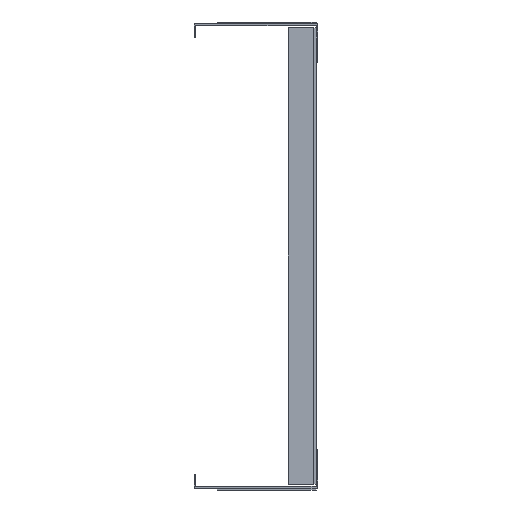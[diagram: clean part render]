
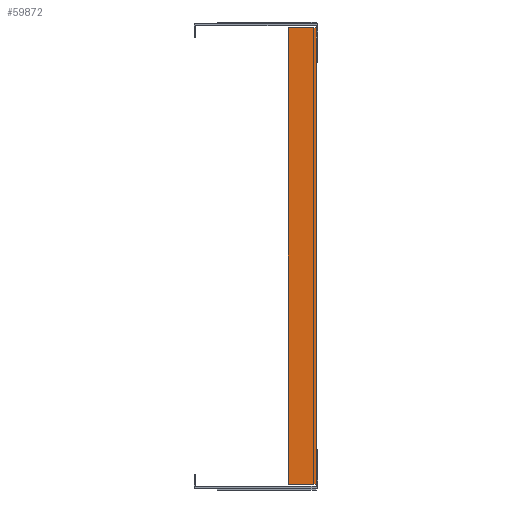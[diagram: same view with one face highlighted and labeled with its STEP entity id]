
A CAD part, left-side view. The second image highlights one B-rep face of the part: STEP entity #59872.
In plain terms, the highlighted planar face has unit normal (-1, 0, 0).
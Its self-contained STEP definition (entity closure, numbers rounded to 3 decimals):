
#187 = DIRECTION ( 'NONE',  ( 0., -1., 0. ) ) ;
#951 = CARTESIAN_POINT ( 'NONE',  ( -1653.776, 176.497, 8.9 ) ) ;
#1353 = LINE ( 'NONE', #60892, #53709 ) ;
#2083 = VECTOR ( 'NONE', #59226, 1000. ) ;
#3148 = DIRECTION ( 'NONE',  ( 0., 1., 0. ) ) ;
#3229 = VERTEX_POINT ( 'NONE', #12995 ) ;
#3281 = VERTEX_POINT ( 'NONE', #13202 ) ;
#3483 = CARTESIAN_POINT ( 'NONE',  ( -1653.776, 158.497, -13.6 ) ) ;
#4698 = DIRECTION ( 'NONE',  ( 0., 0., -1. ) ) ;
#6338 = LINE ( 'NONE', #55018, #31771 ) ;
#6694 = LINE ( 'NONE', #41256, #42433 ) ;
#7127 = FACE_OUTER_BOUND ( 'NONE', #9447, .T. ) ;
#8676 = EDGE_CURVE ( 'NONE', #64907, #41852, #24849, .T. ) ;
#9166 = EDGE_CURVE ( 'NONE', #65380, #3229, #18730, .T. ) ;
#9447 = EDGE_LOOP ( 'NONE', ( #32015, #17768, #52726, #54142, #50784, #27220, #29510, #17676 ) ) ;
#9564 = CARTESIAN_POINT ( 'NONE',  ( -1653.776, 176.497, 8.9 ) ) ;
#10168 = AXIS2_PLACEMENT_3D ( 'NONE', #9564, #35109, #4698 ) ;
#12995 = CARTESIAN_POINT ( 'NONE',  ( -1653.776, 176.497, -286.1 ) ) ;
#13202 = CARTESIAN_POINT ( 'NONE',  ( -1653.776, 158.597, -263.6 ) ) ;
#14948 = EDGE_CURVE ( 'NONE', #3229, #33972, #6694, .T. ) ;
#15133 = CARTESIAN_POINT ( 'NONE',  ( -1653.776, 158.597, -13.6 ) ) ;
#16515 = VECTOR ( 'NONE', #53140, 1000. ) ;
#17596 = LINE ( 'NONE', #63603, #56471 ) ;
#17676 = ORIENTED_EDGE ( 'NONE', *, *, #8676, .T. ) ;
#17768 = ORIENTED_EDGE ( 'NONE', *, *, #17882, .F. ) ;
#17882 = EDGE_CURVE ( 'NONE', #50444, #20946, #33242, .T. ) ;
#18214 = CARTESIAN_POINT ( 'NONE',  ( -1653.776, 158.597, -263.6 ) ) ;
#18730 = LINE ( 'NONE', #64333, #2083 ) ;
#19704 = DIRECTION ( 'NONE',  ( 0., -1., 0. ) ) ;
#20946 = VERTEX_POINT ( 'NONE', #15133 ) ;
#22081 = EDGE_CURVE ( 'NONE', #3281, #33972, #17596, .T. ) ;
#24849 = LINE ( 'NONE', #39825, #39933 ) ;
#26243 = CARTESIAN_POINT ( 'NONE',  ( -1653.776, 158.597, 8.9 ) ) ;
#27220 = ORIENTED_EDGE ( 'NONE', *, *, #22081, .F. ) ;
#29510 = ORIENTED_EDGE ( 'NONE', *, *, #31577, .F. ) ;
#31577 = EDGE_CURVE ( 'NONE', #64907, #3281, #41705, .T. ) ;
#31771 = VECTOR ( 'NONE', #19704, 1000. ) ;
#32015 = ORIENTED_EDGE ( 'NONE', *, *, #53615, .F. ) ;
#33242 = LINE ( 'NONE', #48020, #16515 ) ;
#33972 = VERTEX_POINT ( 'NONE', #60397 ) ;
#35109 = DIRECTION ( 'NONE',  ( 1., 0., 0. ) ) ;
#39825 = CARTESIAN_POINT ( 'NONE',  ( -1653.776, 158.497, -288.221 ) ) ;
#39933 = VECTOR ( 'NONE', #40045, 1000. ) ;
#39981 = PLANE ( 'NONE',  #10168 ) ;
#40045 = DIRECTION ( 'NONE',  ( 0., 0., 1. ) ) ;
#40095 = VECTOR ( 'NONE', #3148, 1000. ) ;
#41256 = CARTESIAN_POINT ( 'NONE',  ( -1653.776, 176.497, -286.1 ) ) ;
#41705 = LINE ( 'NONE', #18214, #40095 ) ;
#41852 = VERTEX_POINT ( 'NONE', #3483 ) ;
#42433 = VECTOR ( 'NONE', #46766, 1000. ) ;
#43669 = DIRECTION ( 'NONE',  ( 0., 0., -1. ) ) ;
#46766 = DIRECTION ( 'NONE',  ( 0., -1., 0. ) ) ;
#47334 = CARTESIAN_POINT ( 'NONE',  ( -1653.776, 158.497, -263.6 ) ) ;
#48020 = CARTESIAN_POINT ( 'NONE',  ( -1653.776, 158.597, 11.4 ) ) ;
#50444 = VERTEX_POINT ( 'NONE', #26243 ) ;
#50784 = ORIENTED_EDGE ( 'NONE', *, *, #14948, .T. ) ;
#52726 = ORIENTED_EDGE ( 'NONE', *, *, #62541, .F. ) ;
#53140 = DIRECTION ( 'NONE',  ( 0., 0., -1. ) ) ;
#53615 = EDGE_CURVE ( 'NONE', #20946, #41852, #6338, .T. ) ;
#53709 = VECTOR ( 'NONE', #187, 1000. ) ;
#54142 = ORIENTED_EDGE ( 'NONE', *, *, #9166, .T. ) ;
#55018 = CARTESIAN_POINT ( 'NONE',  ( -1653.776, 158.597, -13.6 ) ) ;
#56471 = VECTOR ( 'NONE', #43669, 1000. ) ;
#59226 = DIRECTION ( 'NONE',  ( 0., 0., -1. ) ) ;
#59872 = ADVANCED_FACE ( 'NONE', ( #7127 ), #39981, .F. ) ;
#60397 = CARTESIAN_POINT ( 'NONE',  ( -1653.776, 158.597, -286.1 ) ) ;
#60892 = CARTESIAN_POINT ( 'NONE',  ( -1653.776, 176.497, 8.9 ) ) ;
#62541 = EDGE_CURVE ( 'NONE', #65380, #50444, #1353, .T. ) ;
#63603 = CARTESIAN_POINT ( 'NONE',  ( -1653.776, 158.597, -288.6 ) ) ;
#64333 = CARTESIAN_POINT ( 'NONE',  ( -1653.776, 176.497, 8.9 ) ) ;
#64907 = VERTEX_POINT ( 'NONE', #47334 ) ;
#65380 = VERTEX_POINT ( 'NONE', #951 ) ;
